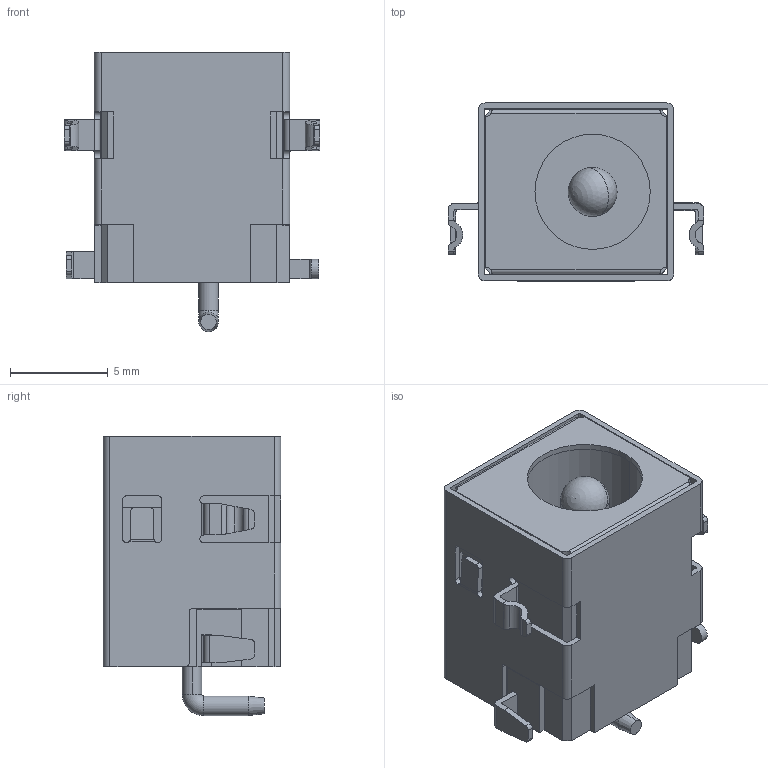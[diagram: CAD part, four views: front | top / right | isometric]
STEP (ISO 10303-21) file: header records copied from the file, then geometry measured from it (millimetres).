
FILE_DESCRIPTION (( 'STEP AP214' ), '1' );
FILE_NAME ('pj-068b-smt.STEP', '2016-03-14T04:12:35', ( '' ), ( '' ), 'SwSTEP 2.0', 'SolidWorks 2015', '' );
FILE_SCHEMA (( 'AUTOMOTIVE_DESIGN' ));
Length unit declared in the file: millimetre
Products named in the file (7): pj-068b-smt_04; pj-068b-smt_03; pj-068b-smt_02; pj-068b-smt_05; pj-068b-smt_01; pj-068b-smt_06; pj-068b-smt
Assembly tree (6 placements, depth 2):
  pj-068b-smt
    pj-068b-smt_01
    pj-068b-smt_02
    pj-068b-smt_03
    pj-068b-smt_04
    pj-068b-smt_05
    pj-068b-smt_06
Bounding box: 13.1 x 9.1 x 14.3 mm (x, y, z)
Volume: 747.9 mm3; surface area: 1901 mm2
Topology: 6 solids, 6 shells, 270 faces, 756 edges, 499 vertices
Faces by surface type: plane 164, cylinder 100, torus 2, cone 2, sphere 2
Entity records: 11205 total; most frequent: CARTESIAN_POINT 1741, ORIENTED_EDGE 1506, DIRECTION 1425, EDGE_CURVE 753, VECTOR 535, LINE 535, VERTEX_POINT 497, AXIS2_PLACEMENT_3D 445
